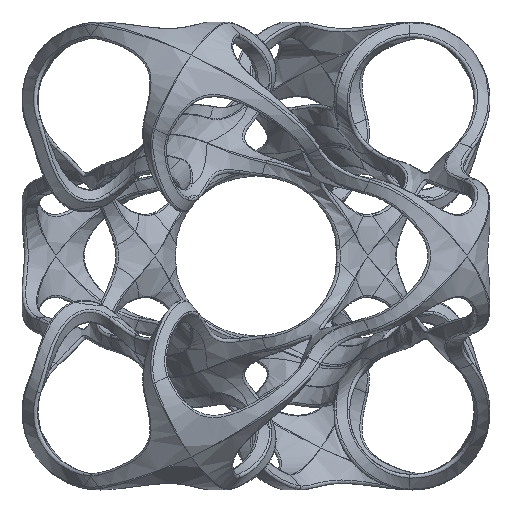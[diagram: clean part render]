
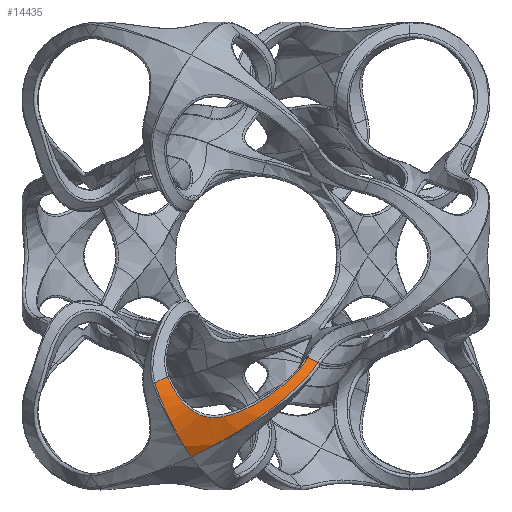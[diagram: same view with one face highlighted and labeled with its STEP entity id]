
A CAD part, left-side view. The second image highlights one B-rep face of the part: STEP entity #14435.
In plain terms, the highlighted free-form (B-spline) face has degree [2, 1] with [3, 2] control points.
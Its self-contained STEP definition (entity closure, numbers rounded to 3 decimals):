
#9469 = VERTEX_POINT('',#9470);
#9470 = CARTESIAN_POINT('',(-123.221,36.243,
    -112.758));
#12898 = VERTEX_POINT('',#12899);
#12899 = CARTESIAN_POINT('',(-126.476,49.746,
    -67.629));
#13056 = VERTEX_POINT('',#13057);
#13057 = CARTESIAN_POINT('',(-119.198,-28.635,
    -57.346));
#13063 = EDGE_CURVE('',#12898,#13056,#13064,.T.);
#13064 = B_SPLINE_CURVE_WITH_KNOTS('',3,(#13065,#13066,#13067,#13068,
    #13069,#13070,#13071,#13072,#13073,#13074,#13075,#13076,#13077,
    #13078),.UNSPECIFIED.,.F.,.F.,(4,1,1,1,1,1,1,1,1,1,1,4),(
    -11.746,-10.068,-9.229,-8.39,
    -7.551,-6.712,-5.873,-5.034,
    -3.356,-1.678,-0.839,0.),.UNSPECIFIED.);
#13065 = CARTESIAN_POINT('',(-126.476,49.746,
    -67.629));
#13066 = CARTESIAN_POINT('',(-128.609,47.954,
    -71.812));
#13067 = CARTESIAN_POINT('',(-130.597,44.415,
    -78.315));
#13068 = CARTESIAN_POINT('',(-131.303,37.686,
    -85.692));
#13069 = CARTESIAN_POINT('',(-131.219,31.329,
    -89.702));
#13070 = CARTESIAN_POINT('',(-131.102,23.973,
    -91.013));
#13071 = CARTESIAN_POINT('',(-131.19,16.645,
    -89.987));
#13072 = CARTESIAN_POINT('',(-131.276,9.643,
    -87.687));
#13073 = CARTESIAN_POINT('',(-131.17,0.706,
    -83.551));
#13074 = CARTESIAN_POINT('',(-130.281,-9.789,
    -77.065));
#13075 = CARTESIAN_POINT('',(-127.605,-19.227,
    -69.343));
#13076 = CARTESIAN_POINT('',(-123.627,-25.441,
    -62.556));
#13077 = CARTESIAN_POINT('',(-120.826,-27.776,
    -59.057));
#13078 = CARTESIAN_POINT('',(-119.198,-28.635,
    -57.346));
#13242 = VERTEX_POINT('',#13243);
#13243 = CARTESIAN_POINT('',(-118.564,-28.967,
    -56.693));
#13249 = EDGE_CURVE('',#13056,#13242,#13250,.T.);
#13250 = B_SPLINE_CURVE_WITH_KNOTS('',3,(#13251,#13252,#13253,#13254),
  .UNSPECIFIED.,.F.,.F.,(4,4),(-0.108,0.),
  .PIECEWISE_BEZIER_KNOTS.);
#13251 = CARTESIAN_POINT('',(-119.198,-28.635,
    -57.346));
#13252 = CARTESIAN_POINT('',(-118.989,-28.746,
    -57.126));
#13253 = CARTESIAN_POINT('',(-118.777,-28.857,
    -56.908));
#13254 = CARTESIAN_POINT('',(-118.564,-28.967,
    -56.693));
#14390 = EDGE_CURVE('',#13242,#14391,#14393,.T.);
#14391 = VERTEX_POINT('',#14392);
#14392 = CARTESIAN_POINT('',(-121.274,-34.665,
    -59.692));
#14393 = ( BOUNDED_CURVE() B_SPLINE_CURVE(2,(#14394,#14395,#14396),
.UNSPECIFIED.,.F.,.F.) B_SPLINE_CURVE_WITH_KNOTS((3,3),(0.79,
0.882),.PIECEWISE_BEZIER_KNOTS.) CURVE() 
GEOMETRIC_REPRESENTATION_ITEM() RATIONAL_B_SPLINE_CURVE((1.,
0.999,1.)) REPRESENTATION_ITEM('') );
#14394 = CARTESIAN_POINT('',(-118.564,-28.967,
    -56.693));
#14395 = CARTESIAN_POINT('',(-119.988,-31.697,
    -58.13));
#14396 = CARTESIAN_POINT('',(-121.274,-34.665,
    -59.692));
#14435 = ADVANCED_FACE('',(#14436),#14461,.T.);
#14436 = FACE_BOUND('',#14437,.T.);
#14437 = EDGE_LOOP('',(#14438,#14439,#14440,#14448,#14454,#14460));
#14438 = ORIENTED_EDGE('',*,*,#13249,.F.);
#14439 = ORIENTED_EDGE('',*,*,#13063,.F.);
#14440 = ORIENTED_EDGE('',*,*,#14441,.F.);
#14441 = EDGE_CURVE('',#14442,#12898,#14444,.T.);
#14442 = VERTEX_POINT('',#14443);
#14443 = CARTESIAN_POINT('',(-128.152,56.781,
    -71.331));
#14444 = ( BOUNDED_CURVE() B_SPLINE_CURVE(2,(#14445,#14446,#14447),
.UNSPECIFIED.,.F.,.F.) B_SPLINE_CURVE_WITH_KNOTS((3,3),(5.091,
5.184),.PIECEWISE_BEZIER_KNOTS.) CURVE() 
GEOMETRIC_REPRESENTATION_ITEM() RATIONAL_B_SPLINE_CURVE((1.,
0.999,1.)) REPRESENTATION_ITEM('') );
#14445 = CARTESIAN_POINT('',(-128.152,56.781,
    -71.331));
#14446 = CARTESIAN_POINT('',(-127.4,53.189,
    -69.441));
#14447 = CARTESIAN_POINT('',(-126.476,49.746,
    -67.629));
#14448 = ORIENTED_EDGE('',*,*,#14449,.F.);
#14449 = EDGE_CURVE('',#9469,#14442,#14450,.T.);
#14450 = ( BOUNDED_CURVE() B_SPLINE_CURVE(2,(#14451,#14452,#14453),
.UNSPECIFIED.,.F.,.F.) B_SPLINE_CURVE_WITH_KNOTS((3,3),(4.712,
5.706),.PIECEWISE_BEZIER_KNOTS.) CURVE() 
GEOMETRIC_REPRESENTATION_ITEM() RATIONAL_B_SPLINE_CURVE((1.,
0.879,1.)) REPRESENTATION_ITEM('') );
#14451 = CARTESIAN_POINT('',(-123.221,36.243,
    -112.758));
#14452 = CARTESIAN_POINT('',(-136.921,49.533,
    -93.382));
#14453 = CARTESIAN_POINT('',(-128.152,56.781,
    -71.331));
#14454 = ORIENTED_EDGE('',*,*,#14455,.F.);
#14455 = EDGE_CURVE('',#14391,#9469,#14456,.T.);
#14456 = ( BOUNDED_CURVE() B_SPLINE_CURVE(2,(#14457,#14458,#14459),
.UNSPECIFIED.,.F.,.F.) B_SPLINE_CURVE_WITH_KNOTS((3,3),(0.267,
1.571),.PIECEWISE_BEZIER_KNOTS.) CURVE() 
GEOMETRIC_REPRESENTATION_ITEM() RATIONAL_B_SPLINE_CURVE((1.,
0.795,1.)) REPRESENTATION_ITEM('') );
#14457 = CARTESIAN_POINT('',(-121.274,-34.665,
    -59.692));
#14458 = CARTESIAN_POINT('',(-142.508,-19.883,
    -85.482));
#14459 = CARTESIAN_POINT('',(-123.221,36.243,
    -112.758));
#14460 = ORIENTED_EDGE('',*,*,#14390,.F.);
#14461 = ( BOUNDED_SURFACE() B_SPLINE_SURFACE(2,1,(
    (#14462,#14463)
    ,(#14464,#14465)
    ,(#14466,#14467
)),.UNSPECIFIED.,.F.,.F.,.F.) B_SPLINE_SURFACE_WITH_KNOTS((3,3),(2,2),(
    0.17,1.567),(-114.617,-10.107),
.PIECEWISE_BEZIER_KNOTS.) GEOMETRIC_REPRESENTATION_ITEM() 
RATIONAL_B_SPLINE_SURFACE((
    (1.,1.)
    ,(0.766,0.766)
,(1.,1.))) REPRESENTATION_ITEM('') SURFACE() );
#14462 = CARTESIAN_POINT('',(-123.221,-34.665,
    -112.758));
#14463 = CARTESIAN_POINT('',(-123.221,56.781,
    -112.758));
#14464 = CARTESIAN_POINT('',(-144.425,-34.665,
    -82.771));
#14465 = CARTESIAN_POINT('',(-144.425,56.781,
    -82.771));
#14466 = CARTESIAN_POINT('',(-118.564,-34.665,
    -56.693));
#14467 = CARTESIAN_POINT('',(-118.564,56.781,
    -56.693));
